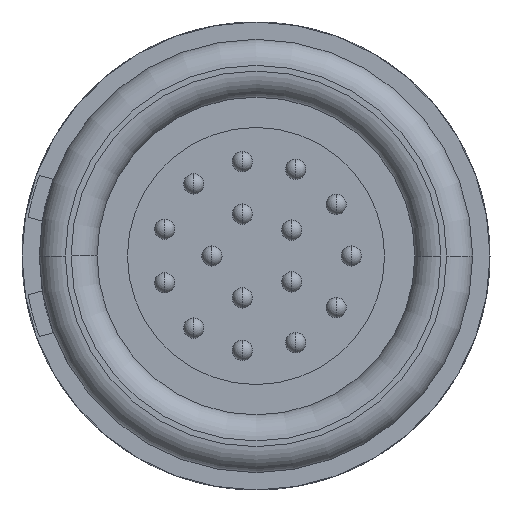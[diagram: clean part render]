
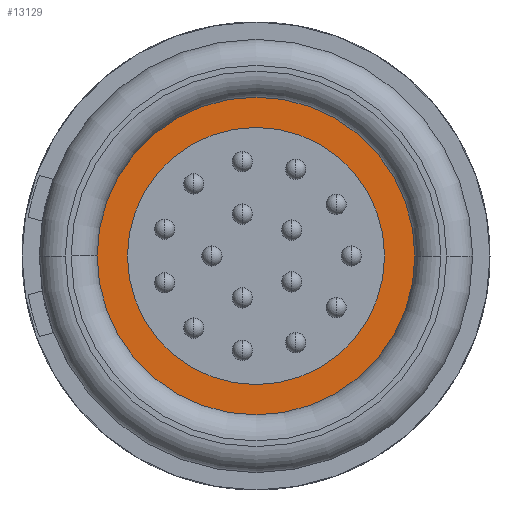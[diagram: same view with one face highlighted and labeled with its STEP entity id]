
A CAD part, left-side view. The second image highlights one B-rep face of the part: STEP entity #13129.
In plain terms, the highlighted planar face has unit normal (-1, 0, 0).
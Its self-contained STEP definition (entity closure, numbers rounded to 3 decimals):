
#2336=CARTESIAN_POINT('',(-12.35,0.,0.));
#2337=DIRECTION('',(-1.,0.,0.));
#2338=DIRECTION('',(0.,1.,0.));
#2339=AXIS2_PLACEMENT_3D('',#2336,#2337,#2338);
#2350=CARTESIAN_POINT('',(-12.35,0.,0.));
#2351=DIRECTION('',(1.,0.,0.));
#2352=DIRECTION('',(0.,1.,0.));
#2353=AXIS2_PLACEMENT_3D('',#2350,#2351,#2352);
#6068=CARTESIAN_POINT('',(-12.35,0.,0.));
#6069=DIRECTION('',(-1.,0.,0.));
#6070=DIRECTION('',(0.,1.,0.));
#6071=AXIS2_PLACEMENT_3D('',#6068,#6069,#6070);
#6073=CARTESIAN_POINT('',(-12.35,0.,0.));
#6074=DIRECTION('',(1.,0.,0.));
#6075=DIRECTION('',(0.,1.,0.));
#6076=AXIS2_PLACEMENT_3D('',#6073,#6074,#6075);
#7024=CARTESIAN_POINT('',(-12.35,5.5,0.));
#7025=CARTESIAN_POINT('',(-12.35,-5.5,0.));
#7026=VERTEX_POINT('',#7024);
#7027=VERTEX_POINT('',#7025);
#7028=CARTESIAN_POINT('',(-12.35,4.45,0.));
#7029=CARTESIAN_POINT('',(-12.35,-4.45,0.));
#7030=VERTEX_POINT('',#7028);
#7031=VERTEX_POINT('',#7029);
#13114=CARTESIAN_POINT('',(-12.35,0.,0.));
#13115=DIRECTION('',(1.,0.,0.));
#13116=DIRECTION('',(0.,-1.,0.));
#13117=AXIS2_PLACEMENT_3D('',#13114,#13115,#13116);
#13118=PLANE('',#13117);
#13120=ORIENTED_EDGE('',*,*,#13119,.F.);
#13122=ORIENTED_EDGE('',*,*,#13121,.T.);
#13123=EDGE_LOOP('',(#13120,#13122));
#13124=FACE_OUTER_BOUND('',#13123,.F.);
#13125=ORIENTED_EDGE('',*,*,#8789,.F.);
#13126=ORIENTED_EDGE('',*,*,#8761,.T.);
#13127=EDGE_LOOP('',(#13125,#13126));
#13128=FACE_BOUND('',#13127,.F.);
#13129=ADVANCED_FACE('',(#13124,#13128),#13118,.F.);
#2340=CIRCLE('',#2339,4.45);
#2354=CIRCLE('',#2353,4.45);
#6072=CIRCLE('',#6071,5.5);
#6077=CIRCLE('',#6076,5.5);
#8761=EDGE_CURVE('',#7030,#7031,#2340,.T.);
#8789=EDGE_CURVE('',#7030,#7031,#2354,.T.);
#13119=EDGE_CURVE('',#7026,#7027,#6072,.T.);
#13121=EDGE_CURVE('',#7026,#7027,#6077,.T.);
